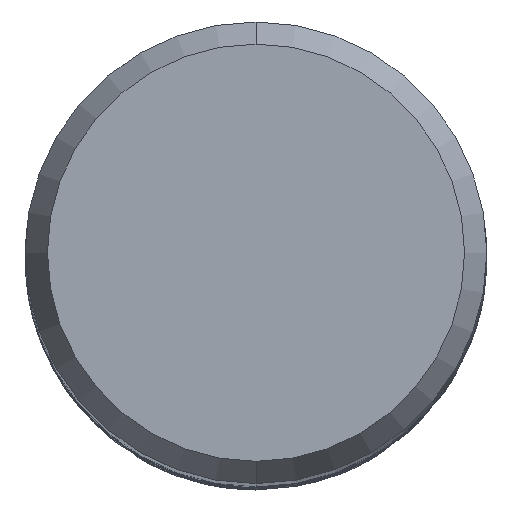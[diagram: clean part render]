
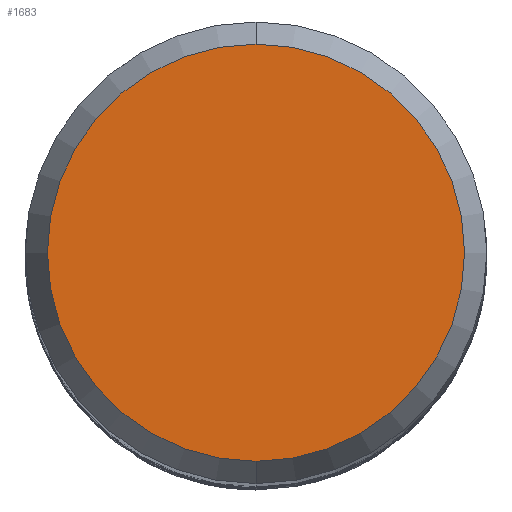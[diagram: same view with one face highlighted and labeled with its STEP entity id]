
A CAD part, top view. The second image highlights one B-rep face of the part: STEP entity #1683.
In plain terms, the highlighted planar face has unit normal (0, 0, 1).
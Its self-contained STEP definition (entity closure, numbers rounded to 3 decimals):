
#1683=ADVANCED_FACE('',(#4223),#4224,.T.);
#2437=VERTEX_POINT('',#5062);
#3255=EDGE_CURVE('',#2437,#3669,#5948,.T.);
#3389=EDGE_CURVE('',#3669,#2437,#6087,.T.);
#3669=VERTEX_POINT('',#6383);
#4223=FACE_OUTER_BOUND('',#9979,.T.);
#4224=PLANE('',#9980);
#5062=CARTESIAN_POINT('',(0.0,5.423,0.0));
#5948=CIRCLE('',#35561,5.423);
#6087=CIRCLE('',#36325,5.423);
#6383=CARTESIAN_POINT('',(0.,-5.423,0.0));
#9979=EDGE_LOOP('',(#40907,#40908));
#9980=AXIS2_PLACEMENT_3D('',#40909,#40910,#40911);
#35561=AXIS2_PLACEMENT_3D('',#42836,#42837,#42838);
#36325=AXIS2_PLACEMENT_3D('',#42963,#42964,#42965);
#40907=ORIENTED_EDGE('',*,*,#3255,.F.);
#40908=ORIENTED_EDGE('',*,*,#3389,.F.);
#40909=CARTESIAN_POINT('',(0.0,2.711,0.0));
#40910=DIRECTION('',(-0.0,0.0,1.0));
#40911=DIRECTION('',(0.0,-1.0,0.0));
#42836=CARTESIAN_POINT('',(0.0,0.0,0.0));
#42837=DIRECTION('',(0.0,0.0,-1.0));
#42838=DIRECTION('',(0.0,1.0,0.0));
#42963=CARTESIAN_POINT('',(0.0,0.0,0.0));
#42964=DIRECTION('',(0.0,0.0,-1.0));
#42965=DIRECTION('',(0.0,1.0,0.0));
